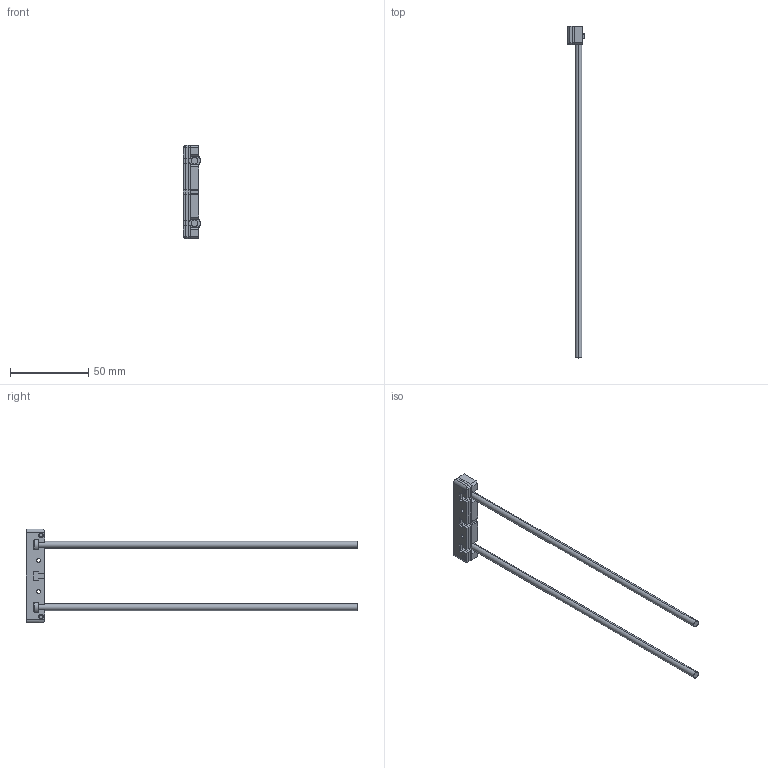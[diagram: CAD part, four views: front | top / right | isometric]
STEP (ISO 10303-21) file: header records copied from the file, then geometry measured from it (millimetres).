
FILE_DESCRIPTION (( 'STEP AP203' ), '1' );
FILE_NAME ('c7da.STEP', '2023-01-31T12:02:03', ( '' ), ( '' ), 'SwSTEP 2.0', 'SolidWorks 2019', '' );
FILE_SCHEMA (( 'CONFIG_CONTROL_DESIGN' ));
Length unit declared in the file: millimetre
Products named in the file (6): Lamellar_Gas_Vent_ISGL60 b9c31852cce5615b94ad9ab6b9feb0a5; Lamela_60 b9c31852cce5615b94ad9ab6b9feb0a5; c7da; Lamela_60_R b9c31852cce5615b94ad9ab6b9feb0a5; Pin_60 b9c31852cce5615b94ad9ab6b9feb0a5; Bolt_60 b9c31852cce5615b94ad9ab6b9feb0a5
Assembly tree (7 placements, depth 2):
  c7da
    Lamellar_Gas_Vent_ISGL60 b9c31852cce5615b94ad9ab6b9feb0a5
    Lamela_60 b9c31852cce5615b94ad9ab6b9feb0a5
    Lamela_60_R b9c31852cce5615b94ad9ab6b9feb0a5
    Bolt_60 b9c31852cce5615b94ad9ab6b9feb0a5  x2
    Pin_60 b9c31852cce5615b94ad9ab6b9feb0a5  x2
Bounding box: 10.89 x 212 x 60 mm (x, y, z)
Volume: 12017 mm3; surface area: 12978 mm2
Topology: 8 solids, 8 shells, 236 faces, 638 edges, 420 vertices
Faces by surface type: plane 130, cylinder 90, cone 16
Entity records: 7728 total; most frequent: CARTESIAN_POINT 1237, DIRECTION 1232, ORIENTED_EDGE 1208, EDGE_CURVE 604, LINE 426, VECTOR 426, AXIS2_PLACEMENT_3D 403, VERTEX_POINT 400
